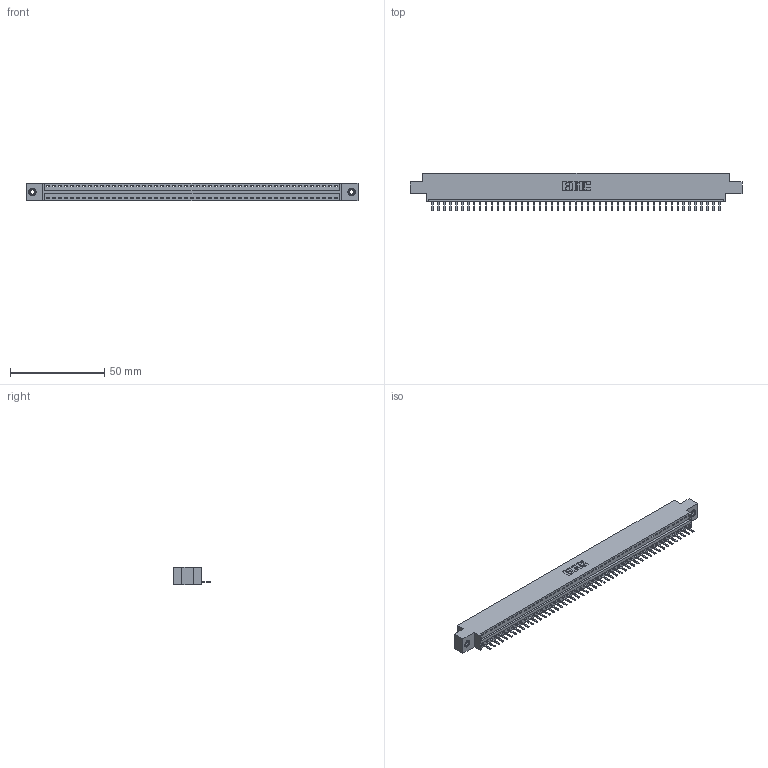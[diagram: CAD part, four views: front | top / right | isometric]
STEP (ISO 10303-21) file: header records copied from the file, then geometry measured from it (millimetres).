
FILE_DESCRIPTION (( 'STEP AP203' ), '1' );
FILE_NAME ('396-049-520-608.STEP', '2018-09-08T01:38:56', ( '' ), ( '' ), 'SwSTEP 2.0', 'SolidWorks 2016', '' );
FILE_SCHEMA (( 'CONFIG_CONTROL_DESIGN' ));
Length unit declared in the file: inch
Products named in the file (4): 346 Part_0.170 Offset - 0.156 Dia-TI; 345-292-001_345-293-120; 345-250-001_345-250-003-102; 396-049-520-608
Assembly tree (52 placements, depth 2):
  396-049-520-608
    346 Part_0.170 Offset - 0.156 Dia-TI
    345-292-001_345-293-120  x49
    345-250-001_345-250-003-102  x2
Bounding box: 176.15 x 20.02 x 9.4 mm (x, y, z)
Volume: 16607.5 mm3; surface area: 20544.4 mm2
Topology: 52 solids, 52 shells, 3224 faces, 9493 edges, 6190 vertices
Faces by surface type: plane 2170, cylinder 1038, cone 12, torus 4
Entity records: 30900 total; most frequent: CARTESIAN_POINT 5290, ORIENTED_EDGE 5254, DIRECTION 4671, EDGE_CURVE 2627, LINE 2275, VECTOR 2275, VERTEX_POINT 1744, AXIS2_PLACEMENT_3D 1198
